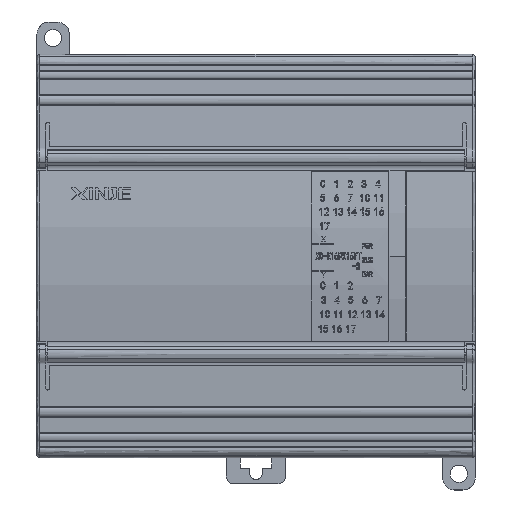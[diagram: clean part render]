
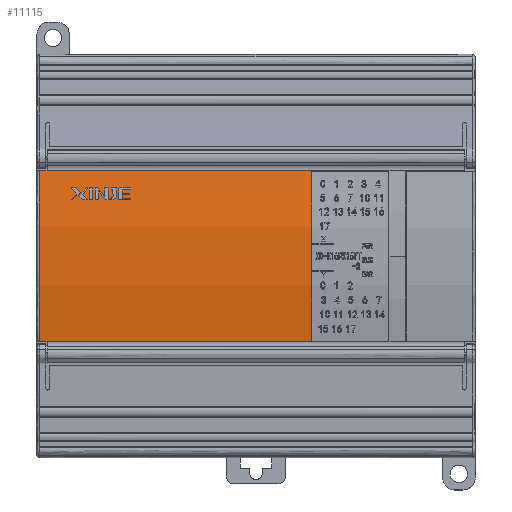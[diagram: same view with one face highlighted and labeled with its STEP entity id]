
A CAD part, front view. The second image highlights one B-rep face of the part: STEP entity #11115.
In plain terms, the highlighted cylindrical face has radius 128 mm (diameter 256 mm), a partial arc.
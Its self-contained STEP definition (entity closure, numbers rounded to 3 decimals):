
#5624=CYLINDRICAL_SURFACE('',#83501,128.);
#11115=ADVANCED_FACE('',(#15678),#5624,.T.);
#15678=FACE_OUTER_BOUND('',#20719,.T.);
#20719=EDGE_LOOP('',(#45504,#45505,#45506,#45507,#45508,#45509));
#45504=ORIENTED_EDGE('',*,*,#55939,.F.);
#45505=ORIENTED_EDGE('',*,*,#55995,.F.);
#45506=ORIENTED_EDGE('',*,*,#55949,.F.);
#45507=ORIENTED_EDGE('',*,*,#55953,.F.);
#45508=ORIENTED_EDGE('',*,*,#55954,.F.);
#45509=ORIENTED_EDGE('',*,*,#56016,.F.);
#55939=EDGE_CURVE('',#77299,#77324,#67414,.T.);
#55949=EDGE_CURVE('',#77328,#77274,#67424,.T.);
#55953=EDGE_CURVE('',#77329,#77328,#67428,.T.);
#55954=EDGE_CURVE('',#77279,#77329,#67429,.T.);
#55995=EDGE_CURVE('',#77274,#77299,#67469,.T.);
#56016=EDGE_CURVE('',#77324,#77279,#67487,.T.);
#67414=B_SPLINE_CURVE_WITH_KNOTS('',3,(#170578,#170579,#170580,#170581,
#170582,#170583),.UNSPECIFIED.,.F.,.F.,(4,2,4),(0.,21.343,42.687),
 .UNSPECIFIED.);
#67424=B_SPLINE_CURVE_WITH_KNOTS('',3,(#170620,#170621,#170622,#170623),
 .UNSPECIFIED.,.F.,.F.,(4,4),(0.,1.92),.UNSPECIFIED.);
#67428=B_SPLINE_CURVE_WITH_KNOTS('',3,(#170658,#170659,#170660,#170661,
#170662),.UNSPECIFIED.,.F.,.F.,(4,1,4),(0.,21.368,42.736),
 .UNSPECIFIED.);
#67429=B_SPLINE_CURVE_WITH_KNOTS('',3,(#170663,#170664,#170665,#170666),
 .UNSPECIFIED.,.F.,.F.,(4,4),(0.,1.92),.UNSPECIFIED.);
#67469=B_SPLINE_CURVE_WITH_KNOTS('',3,(#170830,#170831,#170832,#170833,
#170834,#170835,#170836),.UNSPECIFIED.,.F.,.F.,(4,3,4),(0.,25.893,
65.66),.UNSPECIFIED.);
#67487=B_SPLINE_CURVE_WITH_KNOTS('',3,(#170948,#170949,#170950,#170951,
#170952,#170953,#170954),.UNSPECIFIED.,.F.,.F.,(4,3,4),(0.,39.766,
65.66),.UNSPECIFIED.);
#77274=VERTEX_POINT('',#125653);
#77279=VERTEX_POINT('',#125658);
#77299=VERTEX_POINT('',#125678);
#77324=VERTEX_POINT('',#125703);
#77328=VERTEX_POINT('',#125707);
#77329=VERTEX_POINT('',#125708);
#83501=AXIS2_PLACEMENT_3D('',#118915,#87635,$);
#87635=DIRECTION('',(1.,0.,0.));
#118915=CARTESIAN_POINT('',(28.046,164.139,89.145));
#125653=CARTESIAN_POINT('',(-3.825,37.901,110.303));
#125658=CARTESIAN_POINT('',(-3.825,37.921,67.863));
#125678=CARTESIAN_POINT('',(61.834,37.9,110.303));
#125703=CARTESIAN_POINT('',(61.834,37.921,67.863));
#125707=CARTESIAN_POINT('',(-5.745,37.901,110.303));
#125708=CARTESIAN_POINT('',(-5.745,37.921,67.863));
#170578=CARTESIAN_POINT('',(61.834,37.9,110.303));
#170579=CARTESIAN_POINT('',(61.834,36.723,103.279));
#170580=CARTESIAN_POINT('',(61.834,36.136,96.204));
#170581=CARTESIAN_POINT('',(61.834,36.143,81.96));
#170582=CARTESIAN_POINT('',(61.834,36.737,74.887));
#170583=CARTESIAN_POINT('',(61.834,37.921,67.863));
#170620=CARTESIAN_POINT('',(-5.745,37.901,110.303));
#170621=CARTESIAN_POINT('',(-5.105,37.901,110.303));
#170622=CARTESIAN_POINT('',(-4.465,37.901,110.303));
#170623=CARTESIAN_POINT('',(-3.825,37.901,110.303));
#170658=CARTESIAN_POINT('',(-5.745,37.921,67.863));
#170659=CARTESIAN_POINT('',(-5.745,36.74,74.87));
#170660=CARTESIAN_POINT('',(-5.745,35.546,89.082));
#170661=CARTESIAN_POINT('',(-5.745,36.726,103.295));
#170662=CARTESIAN_POINT('',(-5.745,37.901,110.303));
#170663=CARTESIAN_POINT('',(-3.825,37.921,67.863));
#170664=CARTESIAN_POINT('',(-4.465,37.921,67.863));
#170665=CARTESIAN_POINT('',(-5.105,37.922,67.863));
#170666=CARTESIAN_POINT('',(-5.745,37.921,67.863));
#170830=CARTESIAN_POINT('',(-3.825,37.901,110.303));
#170831=CARTESIAN_POINT('',(4.806,37.901,110.303));
#170832=CARTESIAN_POINT('',(13.437,37.9,110.303));
#170833=CARTESIAN_POINT('',(22.068,37.9,110.303));
#170834=CARTESIAN_POINT('',(35.323,37.9,110.303));
#170835=CARTESIAN_POINT('',(48.579,37.9,110.303));
#170836=CARTESIAN_POINT('',(61.834,37.9,110.303));
#170948=CARTESIAN_POINT('',(61.834,37.921,67.863));
#170949=CARTESIAN_POINT('',(48.579,37.921,67.863));
#170950=CARTESIAN_POINT('',(35.323,37.921,67.863));
#170951=CARTESIAN_POINT('',(22.068,37.921,67.863));
#170952=CARTESIAN_POINT('',(13.437,37.921,67.863));
#170953=CARTESIAN_POINT('',(4.806,37.921,67.863));
#170954=CARTESIAN_POINT('',(-3.825,37.921,67.863));
